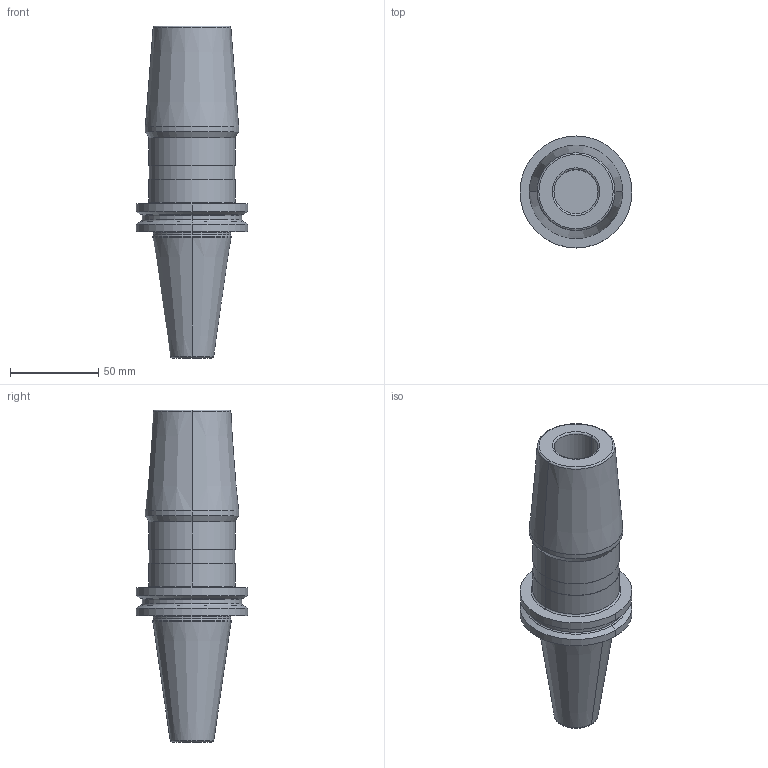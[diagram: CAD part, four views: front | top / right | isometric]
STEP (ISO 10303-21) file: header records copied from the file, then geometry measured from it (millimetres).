
FILE_DESCRIPTION((''),'2;1');
FILE_NAME('30338319','2014-02-12T',('reuterm'),(''),'PRO/ENGINEER BY PARAMETRIC TECHNOLOGY CORPORATION, 2011220','PRO/ENGINEER BY PARAMETRIC TECHNOLOGY CORPORATION, 2011220','');
FILE_SCHEMA(('AUTOMOTIVE_DESIGN_CC2 { 1 2 10303 214 -1 1 5 2 }'));
Length unit declared in the file: millimetre
Products named in the file (1): 30338319
Bounding box: 63.55 x 63.55 x 188.4 mm (x, y, z)
Volume: 278570.1 mm3; surface area: 36758 mm2
Topology: 1 solids, 1 shells, 62 faces, 593 edges, 895 vertices
Faces by surface type: cylinder 20, torus 18, cone 14, plane 10
Entity records: 6109 total; most frequent: CARTESIAN_POINT 1524, DIRECTION 630, PRESENTATION_STYLE_ASSIGNMENT 613, STYLED_ITEM 613, CURVE_STYLE 606, B_SPLINE_CURVE_WITH_KNOTS 264, ORIENTED_EDGE 244, AXIS2_PLACEMENT_3D 232
